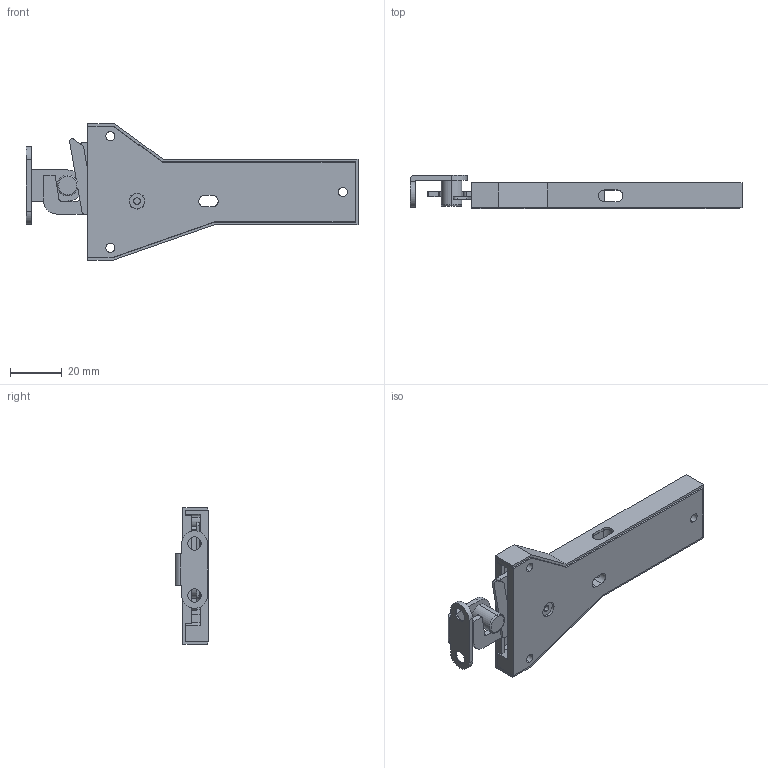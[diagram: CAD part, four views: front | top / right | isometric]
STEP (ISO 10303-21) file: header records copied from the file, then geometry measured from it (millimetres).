
FILE_DESCRIPTION( (''), '2;1');
FILE_NAME ('PC50.26944.LD_0040_19547.stp','2020-06-04T13:27:52',(''),(''),'spGate 16.7.1','','');
FILE_SCHEMA (('AUTOMOTIVE_DESIGN'));
Length unit declared in the file: millimetre
Products named in the file (6): Assembly; カバー; キーパー; 本体_mr; ロック_mr; レバー_mr
Assembly tree (5 placements, depth 2):
  Assembly
    カバー
    キーパー
    本体_mr
    ロック_mr
    レバー_mr
Bounding box: 127.85 x 13 x 52.7 mm (x, y, z)
Volume: 24158.5 mm3; surface area: 25408.5 mm2
Topology: 5 solids, 5 shells, 174 faces, 485 edges, 319 vertices
Faces by surface type: plane 98, cylinder 70, bspline 6
Entity records: 9600 total; most frequent: CARTESIAN_POINT 1167, ORIENTED_EDGE 954, DIRECTION 948, COLOUR_RGB 656, PRESENTATION_STYLE_ASSIGNMENT 656, STYLED_ITEM 656, EDGE_CURVE 477, DRAUGHTING_PRE_DEFINED_CURVE_FONT 477
